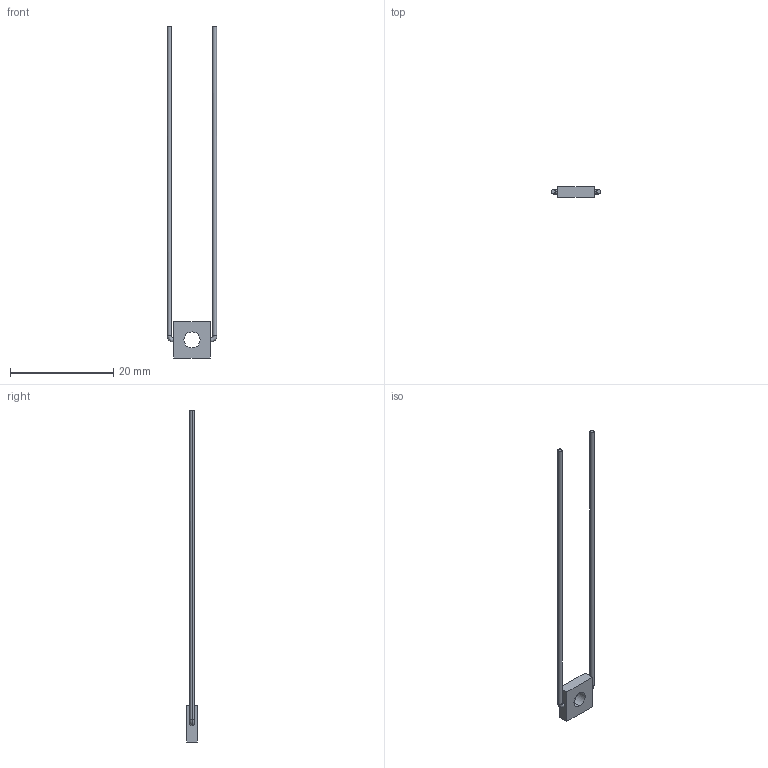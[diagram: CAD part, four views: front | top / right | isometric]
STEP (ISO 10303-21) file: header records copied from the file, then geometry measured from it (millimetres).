
FILE_DESCRIPTION (( 'STEP AP214' ), '1' );
FILE_NAME ('CTN009264.STEP', '2016-07-27T01:48:25', ( '' ), ( '' ), 'SwSTEP 2.0', 'SolidWorks 2016', '' );
FILE_SCHEMA (( 'AUTOMOTIVE_DESIGN' ));
Length unit declared in the file: millimetre
Products named in the file (1): CTN009264
Bounding box: 9.56 x 2 x 64.29 mm (x, y, z)
Volume: 144.6 mm3; surface area: 468.8 mm2
Topology: 3 solids, 3 shells, 21 faces, 50 edges, 36 vertices
Faces by surface type: plane 11, bspline 8, cylinder 2
Entity records: 1187 total; most frequent: CARTESIAN_POINT 596, ORIENTED_EDGE 100, DIRECTION 70, EDGE_CURVE 50, VERTEX_POINT 36, LINE 26, VECTOR 26, EDGE_LOOP 24
